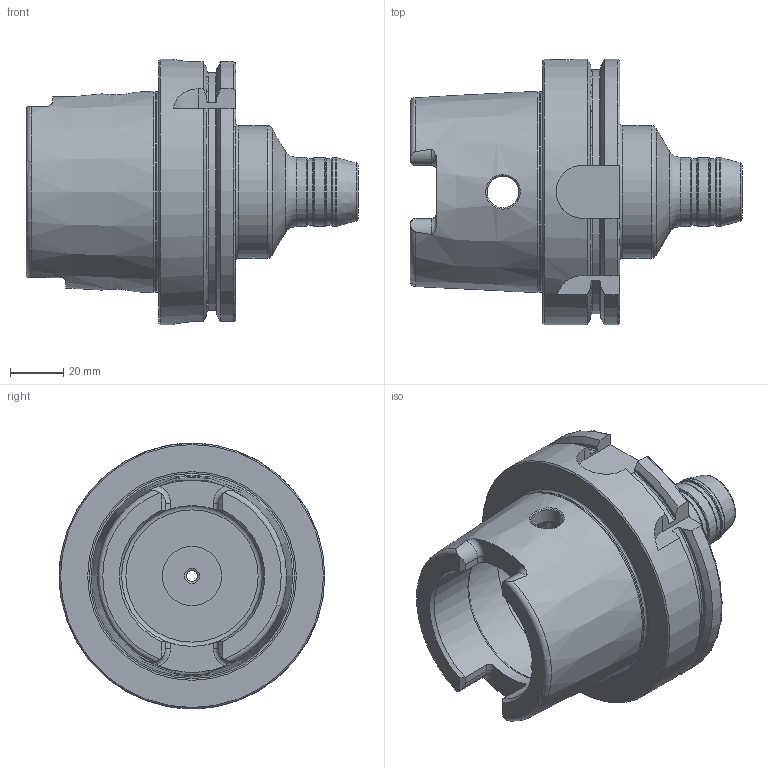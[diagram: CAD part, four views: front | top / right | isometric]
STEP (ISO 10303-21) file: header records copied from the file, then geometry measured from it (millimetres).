
FILE_DESCRIPTION(/* description */ (''),/* implementation_level */ '2;1');
FILE_NAME(/* name */ '159250.stp',/* time_stamp */ '2021-06-28T15:03:50+09:00',/* author */ ('eos'),/* organization */ (''),/* preprocessor_version */ 'ST-DEVELOPER v18.1',/* originating_system */ 'Autodesk Inventor 2020',/* authorisation */ '');
FILE_SCHEMA (('AUTOMOTIVE_DESIGN { 1 0 10303 214 3 1 1 }'));
Length unit declared in the file: millimetre
Products named in the file (1): HSK63A
Bounding box: 125 x 100 x 100 mm (x, y, z)
Volume: 299890.5 mm3; surface area: 54630.4 mm2
Topology: 1 solids, 1 shells, 135 faces, 419 edges, 291 vertices
Faces by surface type: cylinder 39, plane 38, torus 36, cone 20, bspline 2
Full cylindrical faces by diameter (mm): 4.3 x1, 6.375 x1, 6.8 x1, 10 x1, 12 x2, 22.376 x1, 25 x3, 26 x3, 50 x1, 53 x2, 63 x1, 75.415 x1, 100 x1
Entity records: 5645 total; most frequent: CARTESIAN_POINT 1728, DIRECTION 860, ORIENTED_EDGE 842, EDGE_CURVE 421, AXIS2_PLACEMENT_3D 373, VERTEX_POINT 293, CIRCLE 231, EDGE_LOOP 146
